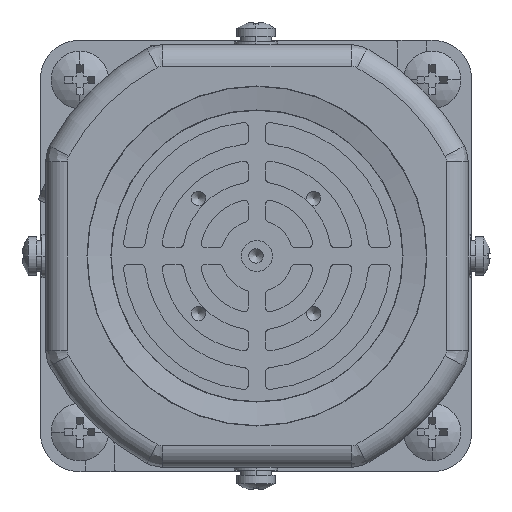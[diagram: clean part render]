
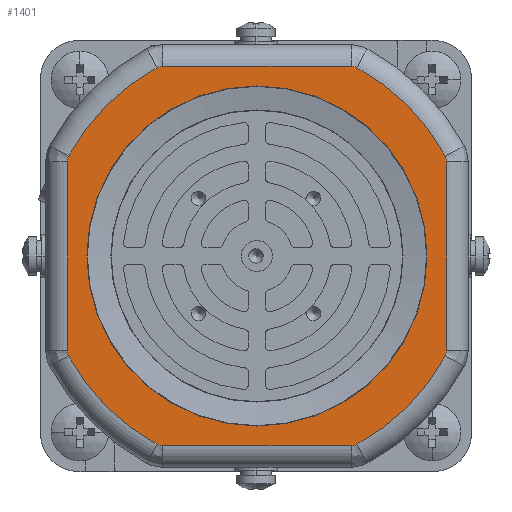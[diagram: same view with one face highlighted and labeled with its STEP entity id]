
A CAD part, left-side view. The second image highlights one B-rep face of the part: STEP entity #1401.
In plain terms, the highlighted planar face has unit normal (-1, 0, 0).
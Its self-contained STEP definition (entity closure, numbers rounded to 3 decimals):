
#833=PLANE('',#14706);
#1401=ADVANCED_FACE('',(#2207,#4544),#833,.F.);
#2207=FACE_OUTER_BOUND('',#5139,.T.);
#3174=LINE('',#23253,#4050);
#3175=LINE('',#23261,#4051);
#3176=LINE('',#23269,#4052);
#3177=LINE('',#23277,#4053);
#4050=VECTOR('',#18100,1.);
#4051=VECTOR('',#18107,1.);
#4052=VECTOR('',#18114,1.);
#4053=VECTOR('',#18121,1.);
#4544=FACE_BOUND('',#5140,.T.);
#5139=EDGE_LOOP('',(#7779,#7780,#7781,#7782,#7783,#7784,#7785,#7786,#7787,
#7788,#7789,#7790,#7791,#7792,#7793,#7794));
#5140=EDGE_LOOP('',(#7795));
#7779=ORIENTED_EDGE('',*,*,#11957,.T.);
#7780=ORIENTED_EDGE('',*,*,#11958,.T.);
#7781=ORIENTED_EDGE('',*,*,#11959,.T.);
#7782=ORIENTED_EDGE('',*,*,#11960,.T.);
#7783=ORIENTED_EDGE('',*,*,#11961,.T.);
#7784=ORIENTED_EDGE('',*,*,#11962,.T.);
#7785=ORIENTED_EDGE('',*,*,#11963,.T.);
#7786=ORIENTED_EDGE('',*,*,#11964,.T.);
#7787=ORIENTED_EDGE('',*,*,#11965,.T.);
#7788=ORIENTED_EDGE('',*,*,#11966,.T.);
#7789=ORIENTED_EDGE('',*,*,#11967,.T.);
#7790=ORIENTED_EDGE('',*,*,#11968,.T.);
#7791=ORIENTED_EDGE('',*,*,#11969,.T.);
#7792=ORIENTED_EDGE('',*,*,#11970,.T.);
#7793=ORIENTED_EDGE('',*,*,#11971,.T.);
#7794=ORIENTED_EDGE('',*,*,#11972,.T.);
#7795=ORIENTED_EDGE('',*,*,#11956,.F.);
#10335=VERTEX_POINT('',#23246);
#10336=VERTEX_POINT('',#23249);
#10337=VERTEX_POINT('',#23250);
#10338=VERTEX_POINT('',#23252);
#10339=VERTEX_POINT('',#23254);
#10340=VERTEX_POINT('',#23256);
#10341=VERTEX_POINT('',#23258);
#10342=VERTEX_POINT('',#23260);
#10343=VERTEX_POINT('',#23262);
#10344=VERTEX_POINT('',#23264);
#10345=VERTEX_POINT('',#23266);
#10346=VERTEX_POINT('',#23268);
#10347=VERTEX_POINT('',#23270);
#10348=VERTEX_POINT('',#23272);
#10349=VERTEX_POINT('',#23274);
#10350=VERTEX_POINT('',#23276);
#10351=VERTEX_POINT('',#23278);
#11956=EDGE_CURVE('',#10335,#10335,#13287,.T.);
#11957=EDGE_CURVE('',#10336,#10337,#13288,.T.);
#11958=EDGE_CURVE('',#10337,#10338,#13289,.T.);
#11959=EDGE_CURVE('',#10338,#10339,#3174,.T.);
#11960=EDGE_CURVE('',#10339,#10340,#13290,.T.);
#11961=EDGE_CURVE('',#10340,#10341,#13291,.T.);
#11962=EDGE_CURVE('',#10341,#10342,#13292,.T.);
#11963=EDGE_CURVE('',#10342,#10343,#3175,.T.);
#11964=EDGE_CURVE('',#10343,#10344,#13293,.T.);
#11965=EDGE_CURVE('',#10344,#10345,#13294,.T.);
#11966=EDGE_CURVE('',#10345,#10346,#13295,.T.);
#11967=EDGE_CURVE('',#10346,#10347,#3176,.T.);
#11968=EDGE_CURVE('',#10347,#10348,#13296,.T.);
#11969=EDGE_CURVE('',#10348,#10349,#13297,.T.);
#11970=EDGE_CURVE('',#10349,#10350,#13298,.T.);
#11971=EDGE_CURVE('',#10350,#10351,#3177,.T.);
#11972=EDGE_CURVE('',#10351,#10336,#13299,.T.);
#13287=CIRCLE('',#14692,35.421);
#13288=CIRCLE('',#14694,44.5);
#13289=CIRCLE('',#14695,2.5);
#13290=CIRCLE('',#14696,2.5);
#13291=CIRCLE('',#14697,44.5);
#13292=CIRCLE('',#14698,2.5);
#13293=CIRCLE('',#14699,2.5);
#13294=CIRCLE('',#14700,44.5);
#13295=CIRCLE('',#14701,2.5);
#13296=CIRCLE('',#14702,2.5);
#13297=CIRCLE('',#14703,44.5);
#13298=CIRCLE('',#14704,2.5);
#13299=CIRCLE('',#14705,2.5);
#14692=AXIS2_PLACEMENT_3D('',#23245,#18092,#18093);
#14694=AXIS2_PLACEMENT_3D('',#23248,#18096,#18097);
#14695=AXIS2_PLACEMENT_3D('',#23251,#18098,#18099);
#14696=AXIS2_PLACEMENT_3D('',#23255,#18101,#18102);
#14697=AXIS2_PLACEMENT_3D('',#23257,#18103,#18104);
#14698=AXIS2_PLACEMENT_3D('',#23259,#18105,#18106);
#14699=AXIS2_PLACEMENT_3D('',#23263,#18108,#18109);
#14700=AXIS2_PLACEMENT_3D('',#23265,#18110,#18111);
#14701=AXIS2_PLACEMENT_3D('',#23267,#18112,#18113);
#14702=AXIS2_PLACEMENT_3D('',#23271,#18115,#18116);
#14703=AXIS2_PLACEMENT_3D('',#23273,#18117,#18118);
#14704=AXIS2_PLACEMENT_3D('',#23275,#18119,#18120);
#14705=AXIS2_PLACEMENT_3D('',#23279,#18122,#18123);
#14706=AXIS2_PLACEMENT_3D('',#23280,#18124,#18125);
#18092=DIRECTION('',(-1.,0.,0.));
#18093=DIRECTION('',(0.,0.,1.));
#18096=DIRECTION('',(-1.,0.,0.));
#18097=DIRECTION('',(0.,0.,-1.));
#18098=DIRECTION('',(-1.,0.,0.));
#18099=DIRECTION('',(0.,0.,-1.));
#18100=DIRECTION('',(0.,0.,-1.));
#18101=DIRECTION('',(-1.,0.,0.));
#18102=DIRECTION('',(0.,0.,-1.));
#18103=DIRECTION('',(-1.,0.,0.));
#18104=DIRECTION('',(0.,0.,-1.));
#18105=DIRECTION('',(-1.,0.,0.));
#18106=DIRECTION('',(0.,0.,-1.));
#18107=DIRECTION('',(0.,-1.,0.));
#18108=DIRECTION('',(-1.,0.,0.));
#18109=DIRECTION('',(0.,0.,-1.));
#18110=DIRECTION('',(-1.,0.,0.));
#18111=DIRECTION('',(0.,0.,-1.));
#18112=DIRECTION('',(-1.,0.,0.));
#18113=DIRECTION('',(0.,0.,-1.));
#18114=DIRECTION('',(0.,0.,1.));
#18115=DIRECTION('',(-1.,0.,0.));
#18116=DIRECTION('',(0.,0.,-1.));
#18117=DIRECTION('',(-1.,0.,0.));
#18118=DIRECTION('',(0.,0.,-1.));
#18119=DIRECTION('',(-1.,0.,0.));
#18120=DIRECTION('',(0.,0.,-1.));
#18121=DIRECTION('',(0.,1.,0.));
#18122=DIRECTION('',(-1.,0.,0.));
#18123=DIRECTION('',(0.,0.,-1.));
#18124=DIRECTION('',(1.,0.,0.));
#18125=DIRECTION('',(0.,0.,-1.));
#23245=CARTESIAN_POINT('',(2499.192,-775.357,0.));
#23246=CARTESIAN_POINT('',(2499.192,-775.357,35.421));
#23248=CARTESIAN_POINT('',(2499.192,-775.357,0.));
#23249=CARTESIAN_POINT('',(2499.192,-754.498,39.308));
#23250=CARTESIAN_POINT('',(2499.192,-736.049,20.859));
#23251=CARTESIAN_POINT('',(2499.192,-738.257,19.687));
#23252=CARTESIAN_POINT('',(2499.192,-735.757,19.687));
#23253=CARTESIAN_POINT('',(2499.192,-735.757,0.));
#23254=CARTESIAN_POINT('',(2499.192,-735.757,-19.687));
#23255=CARTESIAN_POINT('',(2499.192,-738.257,-19.687));
#23256=CARTESIAN_POINT('',(2499.192,-736.049,-20.859));
#23257=CARTESIAN_POINT('',(2499.192,-775.357,0.));
#23258=CARTESIAN_POINT('',(2499.192,-754.498,-39.308));
#23259=CARTESIAN_POINT('',(2499.192,-755.67,-37.1));
#23260=CARTESIAN_POINT('',(2499.192,-755.67,-39.6));
#23261=CARTESIAN_POINT('',(2499.192,-735.757,-39.6));
#23262=CARTESIAN_POINT('',(2499.192,-795.045,-39.6));
#23263=CARTESIAN_POINT('',(2499.192,-795.045,-37.1));
#23264=CARTESIAN_POINT('',(2499.192,-796.217,-39.308));
#23265=CARTESIAN_POINT('',(2499.192,-775.357,0.));
#23266=CARTESIAN_POINT('',(2499.192,-814.666,-20.859));
#23267=CARTESIAN_POINT('',(2499.192,-812.457,-19.687));
#23268=CARTESIAN_POINT('',(2499.192,-814.957,-19.687));
#23269=CARTESIAN_POINT('',(2499.192,-814.957,0.));
#23270=CARTESIAN_POINT('',(2499.192,-814.957,19.687));
#23271=CARTESIAN_POINT('',(2499.192,-812.457,19.687));
#23272=CARTESIAN_POINT('',(2499.192,-814.666,20.859));
#23273=CARTESIAN_POINT('',(2499.192,-775.357,0.));
#23274=CARTESIAN_POINT('',(2499.192,-796.217,39.308));
#23275=CARTESIAN_POINT('',(2499.192,-795.045,37.1));
#23276=CARTESIAN_POINT('',(2499.192,-795.045,39.6));
#23277=CARTESIAN_POINT('',(2499.192,-735.757,39.6));
#23278=CARTESIAN_POINT('',(2499.192,-755.67,39.6));
#23279=CARTESIAN_POINT('',(2499.192,-755.67,37.1));
#23280=CARTESIAN_POINT('',(2499.192,-735.757,0.));
